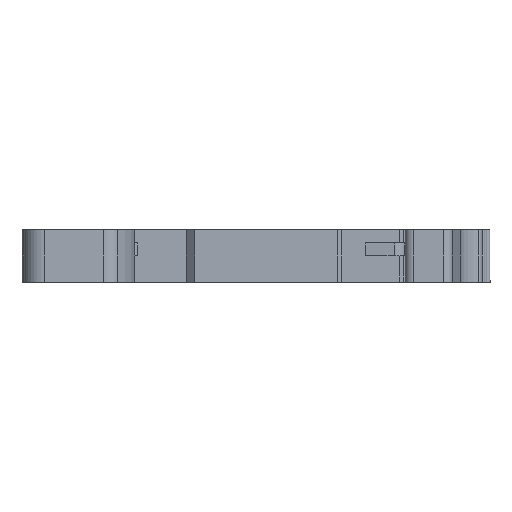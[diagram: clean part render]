
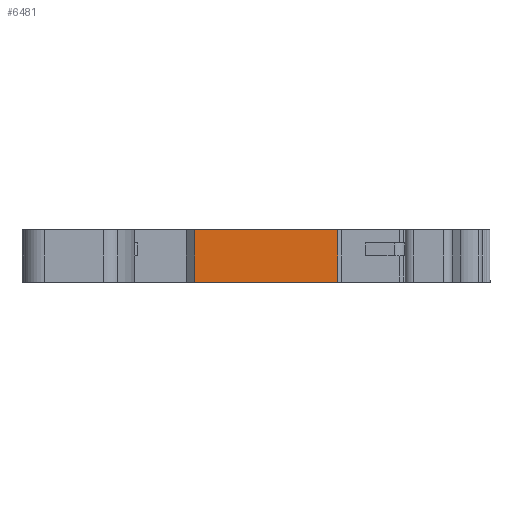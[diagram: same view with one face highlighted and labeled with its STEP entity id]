
A CAD part, front view. The second image highlights one B-rep face of the part: STEP entity #6481.
In plain terms, the highlighted planar face has unit normal (0, -1, 0).
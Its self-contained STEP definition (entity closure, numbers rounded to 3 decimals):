
#261=DIRECTION('',(0.,0.,1.));
#262=VECTOR('',#261,6.2);
#263=CARTESIAN_POINT('',(8.,-0.5,-6.2));
#264=LINE('',#263,#262);
#268=DIRECTION('',(1.,0.,0.));
#269=VECTOR('',#268,17.);
#270=CARTESIAN_POINT('',(-9.,-0.5,-6.2));
#271=LINE('',#270,#269);
#275=DIRECTION('',(0.,0.,1.));
#276=VECTOR('',#275,6.2);
#277=CARTESIAN_POINT('',(-9.,-0.5,-6.2));
#278=LINE('',#277,#276);
#2068=DIRECTION('',(1.,0.,0.));
#2069=VECTOR('',#2068,17.);
#2070=CARTESIAN_POINT('',(-9.,-0.5,0.));
#2071=LINE('',#2070,#2069);
#5297=CARTESIAN_POINT('',(-9.,-0.5,0.));
#5298=VERTEX_POINT('',#5297);
#5299=CARTESIAN_POINT('',(-9.,-0.5,-6.2));
#5300=VERTEX_POINT('',#5299);
#5301=CARTESIAN_POINT('',(8.,-0.5,0.));
#5302=VERTEX_POINT('',#5301);
#5303=CARTESIAN_POINT('',(8.,-0.5,-6.2));
#5304=VERTEX_POINT('',#5303);
#6467=CARTESIAN_POINT('',(8.,-0.5,0.));
#6468=DIRECTION('',(0.,1.,0.));
#6469=DIRECTION('',(1.,0.,0.));
#6470=AXIS2_PLACEMENT_3D('',#6467,#6468,#6469);
#6471=PLANE('',#6470);
#6473=ORIENTED_EDGE('',*,*,#6472,.T.);
#6475=ORIENTED_EDGE('',*,*,#6474,.T.);
#6476=ORIENTED_EDGE('',*,*,#6450,.F.);
#6478=ORIENTED_EDGE('',*,*,#6477,.F.);
#6479=EDGE_LOOP('',(#6473,#6475,#6476,#6478));
#6480=FACE_OUTER_BOUND('',#6479,.F.);
#6450=EDGE_CURVE('',#5304,#5302,#264,.T.);
#6472=EDGE_CURVE('',#5300,#5298,#278,.T.);
#6474=EDGE_CURVE('',#5298,#5302,#2071,.T.);
#6477=EDGE_CURVE('',#5300,#5304,#271,.T.);
#6481=ADVANCED_FACE('',(#6480),#6471,.F.);
